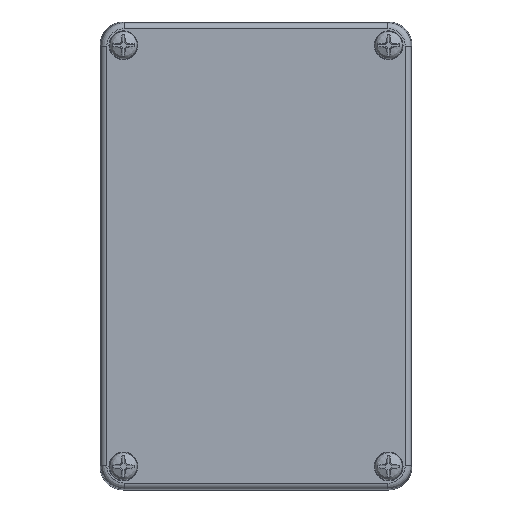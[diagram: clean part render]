
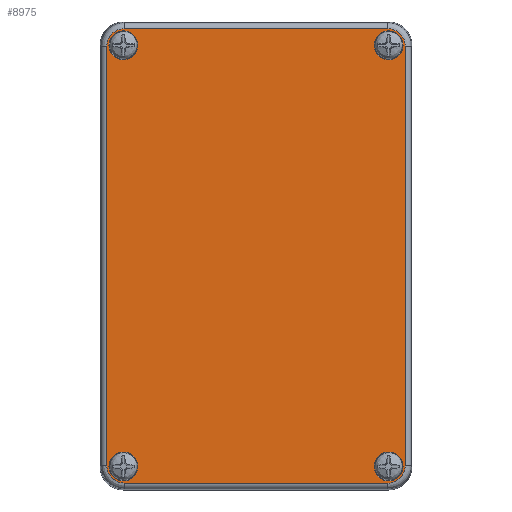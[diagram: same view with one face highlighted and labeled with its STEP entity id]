
A CAD part, top view. The second image highlights one B-rep face of the part: STEP entity #8975.
In plain terms, the highlighted face is planar.
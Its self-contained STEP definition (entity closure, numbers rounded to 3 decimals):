
#369=ELLIPSE('',#9633,4.501,4.5);
#370=ELLIPSE('',#9634,4.501,4.5);
#371=ELLIPSE('',#9635,4.501,4.5);
#372=ELLIPSE('',#9636,4.501,4.5);
#413=LINE('',#13712,#973);
#414=LINE('',#13716,#974);
#415=LINE('',#13720,#975);
#416=LINE('',#13724,#976);
#973=VECTOR('',#10876,107.53);
#974=VECTOR('',#10879,67.53);
#975=VECTOR('',#10882,107.53);
#976=VECTOR('',#10885,67.53);
#1536=PLANE('',#9632);
#1888=FACE_BOUND('',#2651,.T.);
#1889=FACE_BOUND('',#2652,.T.);
#1890=FACE_BOUND('',#2653,.T.);
#1891=FACE_BOUND('',#2654,.T.);
#2029=FACE_OUTER_BOUND('',#2650,.T.);
#2650=EDGE_LOOP('',(#6176,#6177,#6178,#6179,#6180,#6181,#6182,#6183));
#2651=EDGE_LOOP('',(#6184));
#2652=EDGE_LOOP('',(#6185));
#2653=EDGE_LOOP('',(#6186));
#2654=EDGE_LOOP('',(#6187));
#3320=CIRCLE('',#9549,3.7);
#3366=CIRCLE('',#9622,3.7);
#3368=CIRCLE('',#9625,3.7);
#3370=CIRCLE('',#9628,3.7);
#3876=VERTEX_POINT('',#13575);
#3922=VERTEX_POINT('',#13694);
#3924=VERTEX_POINT('',#13699);
#3926=VERTEX_POINT('',#13704);
#3927=VERTEX_POINT('',#13710);
#3928=VERTEX_POINT('',#13711);
#3929=VERTEX_POINT('',#13713);
#3930=VERTEX_POINT('',#13715);
#3931=VERTEX_POINT('',#13717);
#3932=VERTEX_POINT('',#13719);
#3933=VERTEX_POINT('',#13721);
#3934=VERTEX_POINT('',#13723);
#4751=EDGE_CURVE('',#3876,#3876,#3320,.T.);
#4797=EDGE_CURVE('',#3922,#3922,#3366,.T.);
#4799=EDGE_CURVE('',#3924,#3924,#3368,.T.);
#4801=EDGE_CURVE('',#3926,#3926,#3370,.T.);
#4802=EDGE_CURVE('',#3927,#3928,#413,.T.);
#4803=EDGE_CURVE('',#3929,#3927,#369,.T.);
#4804=EDGE_CURVE('',#3930,#3929,#414,.T.);
#4805=EDGE_CURVE('',#3931,#3930,#370,.T.);
#4806=EDGE_CURVE('',#3932,#3931,#415,.T.);
#4807=EDGE_CURVE('',#3933,#3932,#371,.T.);
#4808=EDGE_CURVE('',#3934,#3933,#416,.T.);
#4809=EDGE_CURVE('',#3928,#3934,#372,.T.);
#6176=ORIENTED_EDGE('',*,*,#4802,.F.);
#6177=ORIENTED_EDGE('',*,*,#4803,.F.);
#6178=ORIENTED_EDGE('',*,*,#4804,.F.);
#6179=ORIENTED_EDGE('',*,*,#4805,.F.);
#6180=ORIENTED_EDGE('',*,*,#4806,.F.);
#6181=ORIENTED_EDGE('',*,*,#4807,.F.);
#6182=ORIENTED_EDGE('',*,*,#4808,.F.);
#6183=ORIENTED_EDGE('',*,*,#4809,.F.);
#6184=ORIENTED_EDGE('',*,*,#4801,.T.);
#6185=ORIENTED_EDGE('',*,*,#4799,.T.);
#6186=ORIENTED_EDGE('',*,*,#4797,.T.);
#6187=ORIENTED_EDGE('',*,*,#4751,.T.);
#8975=ADVANCED_FACE('',(#2029,#1888,#1889,#1890,#1891),#1536,.F.);
#9549=AXIS2_PLACEMENT_3D('',#13576,#10708,#10709);
#9622=AXIS2_PLACEMENT_3D('',#13695,#10854,#10855);
#9625=AXIS2_PLACEMENT_3D('',#13700,#10860,#10861);
#9628=AXIS2_PLACEMENT_3D('',#13705,#10866,#10867);
#9632=AXIS2_PLACEMENT_3D('',#13709,#10874,#10875);
#9633=AXIS2_PLACEMENT_3D('',#13714,#10877,#10878);
#9634=AXIS2_PLACEMENT_3D('',#13718,#10880,#10881);
#9635=AXIS2_PLACEMENT_3D('',#13722,#10883,#10884);
#9636=AXIS2_PLACEMENT_3D('',#13725,#10886,#10887);
#10708=DIRECTION('center_axis',(0.,0.,1.));
#10709=DIRECTION('ref_axis',(-1.,0.,0.));
#10854=DIRECTION('center_axis',(0.,0.,1.));
#10855=DIRECTION('ref_axis',(-1.,0.,0.));
#10860=DIRECTION('center_axis',(0.,0.,1.));
#10861=DIRECTION('ref_axis',(-1.,0.,0.));
#10866=DIRECTION('center_axis',(0.,0.,1.));
#10867=DIRECTION('ref_axis',(-1.,0.,0.));
#10874=DIRECTION('center_axis',(0.,0.,1.));
#10875=DIRECTION('ref_axis',(1.,0.,0.));
#10876=DIRECTION('',(0.,-1.,0.));
#10877=DIRECTION('center_axis',(0.,0.,1.));
#10878=DIRECTION('ref_axis',(-0.707,0.707,0.));
#10879=DIRECTION('',(-1.,0.,0.));
#10880=DIRECTION('center_axis',(0.,0.,1.));
#10881=DIRECTION('ref_axis',(0.707,0.707,0.));
#10882=DIRECTION('',(0.,1.,0.));
#10883=DIRECTION('center_axis',(0.,0.,1.));
#10884=DIRECTION('ref_axis',(0.707,-0.707,0.));
#10885=DIRECTION('',(1.,0.,0.));
#10886=DIRECTION('center_axis',(0.,0.,1.));
#10887=DIRECTION('ref_axis',(-0.707,-0.707,0.));
#13575=CARTESIAN_POINT('',(37.7,54.,-7.5));
#13576=CARTESIAN_POINT('Origin',(34.,54.,-7.5));
#13694=CARTESIAN_POINT('',(-30.3,54.,-7.5));
#13695=CARTESIAN_POINT('Origin',(-34.,54.,-7.5));
#13699=CARTESIAN_POINT('',(-30.3,-54.,-7.5));
#13700=CARTESIAN_POINT('Origin',(-34.,-54.,-7.5));
#13704=CARTESIAN_POINT('',(37.7,-54.,-7.5));
#13705=CARTESIAN_POINT('Origin',(34.,-54.,-7.5));
#13709=CARTESIAN_POINT('Origin',(0.,0.,-7.5));
#13710=CARTESIAN_POINT('',(-38.264,53.765,-7.5));
#13711=CARTESIAN_POINT('',(-38.264,-53.765,-7.5));
#13712=CARTESIAN_POINT('',(-38.264,53.765,-7.5));
#13713=CARTESIAN_POINT('',(-33.765,58.264,-7.5));
#13714=CARTESIAN_POINT('Origin',(-33.763,53.763,-7.5));
#13715=CARTESIAN_POINT('',(33.765,58.264,-7.5));
#13716=CARTESIAN_POINT('',(33.765,58.264,-7.5));
#13717=CARTESIAN_POINT('',(38.264,53.765,-7.5));
#13718=CARTESIAN_POINT('Origin',(33.763,53.763,-7.5));
#13719=CARTESIAN_POINT('',(38.264,-53.765,-7.5));
#13720=CARTESIAN_POINT('',(38.264,-53.765,-7.5));
#13721=CARTESIAN_POINT('',(33.765,-58.264,-7.5));
#13722=CARTESIAN_POINT('Origin',(33.763,-53.763,-7.5));
#13723=CARTESIAN_POINT('',(-33.765,-58.264,-7.5));
#13724=CARTESIAN_POINT('',(-33.765,-58.264,-7.5));
#13725=CARTESIAN_POINT('Origin',(-33.763,-53.763,-7.5));
